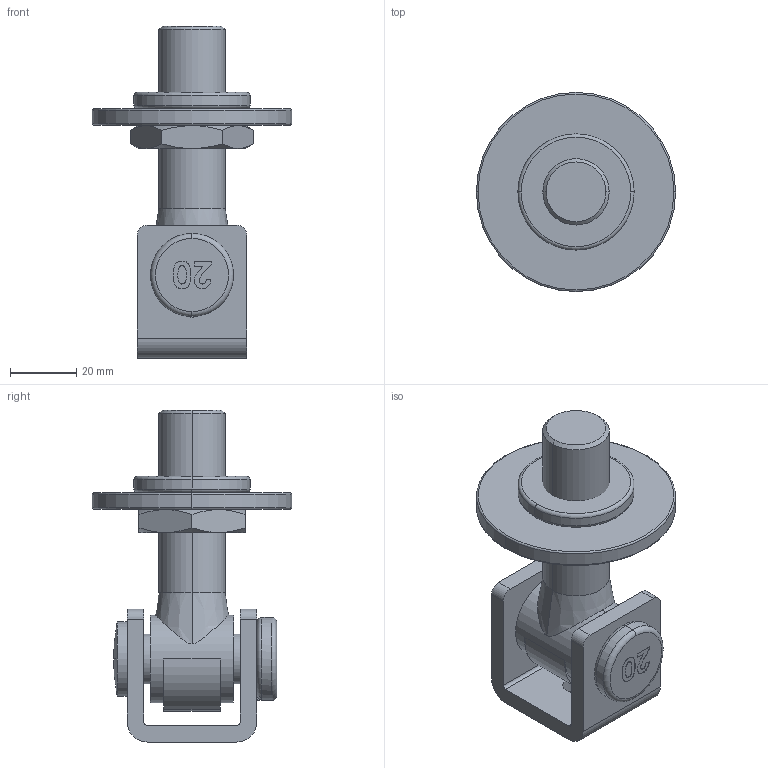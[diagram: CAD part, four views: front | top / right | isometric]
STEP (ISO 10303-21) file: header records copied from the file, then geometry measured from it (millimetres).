
FILE_DESCRIPTION (( 'STEP AP203' ), '1' );
FILE_NAME ('155-M20.STEP', '2019-08-02T11:59:55', ( '' ), ( '' ), 'SwSTEP 2.0', 'SolidWorks 2015', '' );
FILE_SCHEMA (( 'CONFIG_CONTROL_DESIGN' ));
Length unit declared in the file: millimetre
Products named in the file (6): 155-MXX Teil2_155-M20 Teil2; 155-MXX Teil4_155-M20 Teil4; 155-M20; 155-MXX Teil1_155-M20 Teil1; 155-MXX Teil5_155-M20 Teil5; 155-MXX Teil3_155-M20 Teil4
Assembly tree (5 placements, depth 2):
  155-M20
    155-MXX Teil1_155-M20 Teil1
    155-MXX Teil2_155-M20 Teil2
    155-MXX Teil3_155-M20 Teil4
    155-MXX Teil5_155-M20 Teil5
    155-MXX Teil4_155-M20 Teil4
Bounding box: 60 x 60 x 100 mm (x, y, z)
Volume: 77133.9 mm3; surface area: 32765.1 mm2
Topology: 7 solids, 7 shells, 362 faces, 916 edges, 597 vertices
Faces by surface type: plane 173, bspline 95, cylinder 52, cone 26, torus 14, sphere 2
Entity records: 16982 total; most frequent: CARTESIAN_POINT 8188, ORIENTED_EDGE 1828, DIRECTION 1414, EDGE_CURVE 914, VERTEX_POINT 597, LINE 524, VECTOR 524, AXIS2_PLACEMENT_3D 445
